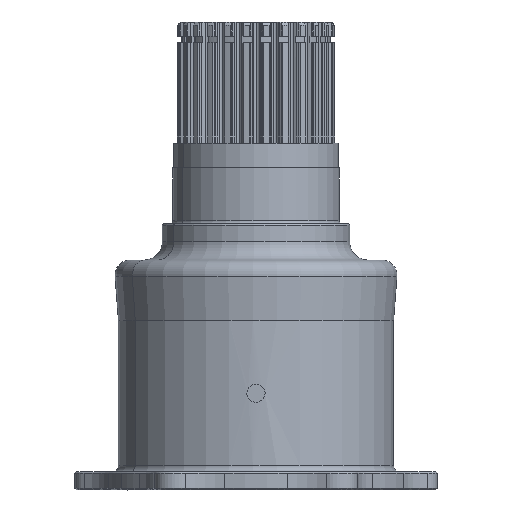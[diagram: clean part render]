
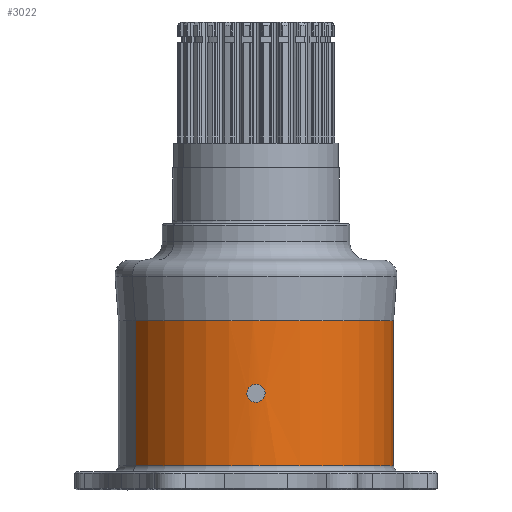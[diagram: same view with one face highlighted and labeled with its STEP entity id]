
A CAD part, left-side view. The second image highlights one B-rep face of the part: STEP entity #3022.
In plain terms, the highlighted cylindrical face has radius 45.5 mm (diameter 91 mm), a partial arc.
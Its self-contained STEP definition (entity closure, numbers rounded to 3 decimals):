
#2549=CARTESIAN_POINT('Axis2P3D Location',(0.,0.,77.35)) ;
#2554=CARTESIAN_POINT('Line Origine',(-21.814,39.93,31.)) ;
#2558=CARTESIAN_POINT('Vertex',(-21.814,39.93,56.)) ;
#2560=CARTESIAN_POINT('Vertex',(-21.814,39.93,8.)) ;
#2567=CARTESIAN_POINT('Vertex',(21.814,-39.93,56.)) ;
#2570=CARTESIAN_POINT('Line Origine',(21.814,-39.93,31.)) ;
#2574=CARTESIAN_POINT('Vertex',(21.814,-39.93,8.)) ;
#2594=CARTESIAN_POINT('Axis2P3D Location',(0.,0.,8.)) ;
#2796=CARTESIAN_POINT('Axis2P3D Location',(0.,0.,56.)) ;
#2987=CARTESIAN_POINT('Control Point',(-45.401,-3.,32.)) ;
#2988=CARTESIAN_POINT('Control Point',(-45.401,-3.,31.316)) ;
#2989=CARTESIAN_POINT('Control Point',(-45.414,-2.805,30.632)) ;
#2990=CARTESIAN_POINT('Control Point',(-45.44,-2.415,30.023)) ;
#2991=CARTESIAN_POINT('Control Point',(-45.478,-1.605,29.329)) ;
#2992=CARTESIAN_POINT('Control Point',(-45.498,-0.612,29.033)) ;
#2993=CARTESIAN_POINT('Control Point',(-45.501,-0.268,28.982)) ;
#2994=CARTESIAN_POINT('Control Point',(-45.501,0.946,28.98)) ;
#2995=CARTESIAN_POINT('Control Point',(-45.463,2.075,29.572)) ;
#2996=CARTESIAN_POINT('Control Point',(-45.421,2.692,30.282)) ;
#2997=CARTESIAN_POINT('Control Point',(-45.401,3.,31.141)) ;
#2998=CARTESIAN_POINT('Control Point',(-45.401,3.,32.)) ;
#2999=CARTESIAN_POINT('Vertex',(-45.401,-3.,32.)) ;
#3001=CARTESIAN_POINT('Vertex',(-45.401,3.,32.)) ;
#3005=CARTESIAN_POINT('Control Point',(-45.401,3.,32.)) ;
#3006=CARTESIAN_POINT('Control Point',(-45.401,3.,32.684)) ;
#3007=CARTESIAN_POINT('Control Point',(-45.414,2.805,33.368)) ;
#3008=CARTESIAN_POINT('Control Point',(-45.44,2.415,33.977)) ;
#3009=CARTESIAN_POINT('Control Point',(-45.478,1.605,34.671)) ;
#3010=CARTESIAN_POINT('Control Point',(-45.498,0.612,34.967)) ;
#3011=CARTESIAN_POINT('Control Point',(-45.501,0.268,35.018)) ;
#3012=CARTESIAN_POINT('Control Point',(-45.501,-0.946,35.02)) ;
#3013=CARTESIAN_POINT('Control Point',(-45.463,-2.075,34.428)) ;
#3014=CARTESIAN_POINT('Control Point',(-45.421,-2.692,33.718)) ;
#3015=CARTESIAN_POINT('Control Point',(-45.401,-3.,32.859)) ;
#3016=CARTESIAN_POINT('Control Point',(-45.401,-3.,32.)) ;
#2550=DIRECTION('Axis2P3D Direction',(0.,0.,1.)) ;
#2551=DIRECTION('Axis2P3D XDirection',(0.479,-0.878,0.)) ;
#2555=DIRECTION('Vector Direction',(0.,0.,1.)) ;
#2571=DIRECTION('Vector Direction',(0.,0.,1.)) ;
#2595=DIRECTION('Axis2P3D Direction',(0.,-0.,1.)) ;
#2797=DIRECTION('Axis2P3D Direction',(0.,0.,1.)) ;
#2552=AXIS2_PLACEMENT_3D('Cylinder Axis2P3D',#2549,#2550,#2551) ;
#2596=AXIS2_PLACEMENT_3D('Circle Axis2P3D',#2594,#2595,$) ;
#2798=AXIS2_PLACEMENT_3D('Circle Axis2P3D',#2796,#2797,$) ;
#2981=ORIENTED_EDGE('',*,*,#2576,.F.) ;
#2982=ORIENTED_EDGE('',*,*,#2800,.F.) ;
#2983=ORIENTED_EDGE('',*,*,#2562,.T.) ;
#2984=ORIENTED_EDGE('',*,*,#2598,.F.) ;
#3019=ORIENTED_EDGE('',*,*,#3003,.T.) ;
#3020=ORIENTED_EDGE('',*,*,#3017,.T.) ;
#3021=FACE_BOUND('',#3018,.T.) ;
#2556=VECTOR('Line Direction',#2555,1.) ;
#2572=VECTOR('Line Direction',#2571,1.) ;
#3022=ADVANCED_FACE('\X2\96F64EF651E04F554F53\X0\',(#2985,#3021),#2553,.T.) ;
#2986=B_SPLINE_CURVE_WITH_KNOTS('',5,(#2987,#2988,#2989,#2990,#2991,#2992,#2993,#2994,#2995,#2996,#2997,#2998),.UNSPECIFIED.,.F.,.U.,(6,3,3,6),(0.,4.836,7.257,13.332),.UNSPECIFIED.) ;
#3004=B_SPLINE_CURVE_WITH_KNOTS('',5,(#3005,#3006,#3007,#3008,#3009,#3010,#3011,#3012,#3013,#3014,#3015,#3016),.UNSPECIFIED.,.F.,.U.,(6,3,3,6),(0.,4.836,7.257,13.332),.UNSPECIFIED.) ;
#2597=CIRCLE('generated circle',#2596,45.5) ;
#2799=CIRCLE('generated circle',#2798,45.5) ;
#2553=CYLINDRICAL_SURFACE('generated cylinder',#2552,45.5) ;
#2562=EDGE_CURVE('',#2559,#2561,#2557,.F.) ;
#2576=EDGE_CURVE('',#2568,#2575,#2573,.F.) ;
#2598=EDGE_CURVE('',#2575,#2561,#2597,.F.) ;
#2800=EDGE_CURVE('',#2559,#2568,#2799,.T.) ;
#3003=EDGE_CURVE('',#3000,#3002,#2986,.T.) ;
#3017=EDGE_CURVE('',#3002,#3000,#3004,.T.) ;
#2980=EDGE_LOOP('',(#2981,#2982,#2983,#2984)) ;
#3018=EDGE_LOOP('',(#3019,#3020)) ;
#2985=FACE_OUTER_BOUND('',#2980,.T.) ;
#2557=LINE('Line',#2554,#2556) ;
#2573=LINE('Line',#2570,#2572) ;
#2559=VERTEX_POINT('',#2558) ;
#2561=VERTEX_POINT('',#2560) ;
#2568=VERTEX_POINT('',#2567) ;
#2575=VERTEX_POINT('',#2574) ;
#3000=VERTEX_POINT('',#2999) ;
#3002=VERTEX_POINT('',#3001) ;
